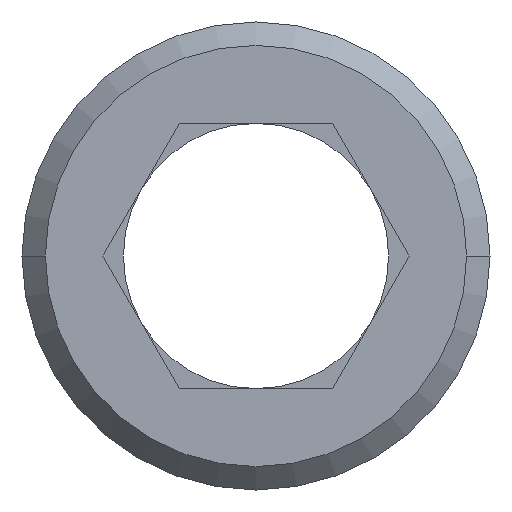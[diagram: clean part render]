
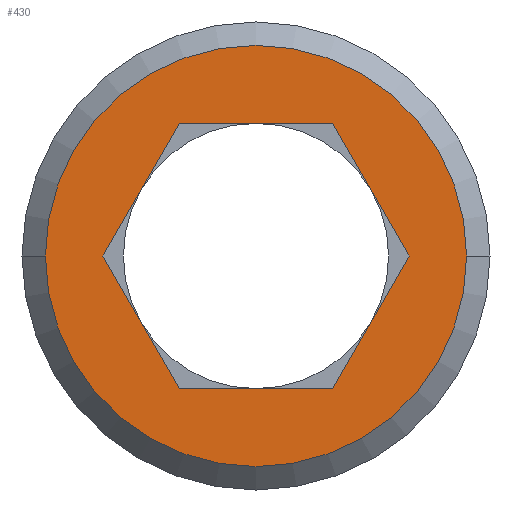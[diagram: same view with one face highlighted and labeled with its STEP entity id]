
A CAD part, front view. The second image highlights one B-rep face of the part: STEP entity #430.
In plain terms, the highlighted planar face has unit normal (0, -1, 0).
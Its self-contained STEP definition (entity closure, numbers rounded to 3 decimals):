
#61=DIRECTION('',(-0.5,0.,-0.866));
#62=VECTOR('',#61,9.815);
#63=CARTESIAN_POINT('',(-4.907,0.,8.5));
#64=LINE('',#63,#62);
#65=DIRECTION('',(0.5,0.,-0.866));
#66=VECTOR('',#65,9.815);
#67=CARTESIAN_POINT('',(-9.815,0.,0.));
#68=LINE('',#67,#66);
#69=DIRECTION('',(1.,0.,0.));
#70=VECTOR('',#69,9.815);
#71=CARTESIAN_POINT('',(-4.907,0.,-8.5));
#72=LINE('',#71,#70);
#73=DIRECTION('',(0.5,0.,0.866));
#74=VECTOR('',#73,9.815);
#75=CARTESIAN_POINT('',(4.907,0.,-8.5));
#76=LINE('',#75,#74);
#77=DIRECTION('',(-0.5,0.,0.866));
#78=VECTOR('',#77,9.815);
#79=CARTESIAN_POINT('',(9.815,0.,0.));
#80=LINE('',#79,#78);
#81=DIRECTION('',(-1.,0.,0.));
#82=VECTOR('',#81,9.815);
#83=CARTESIAN_POINT('',(4.907,0.,8.5));
#84=LINE('',#83,#82);
#85=CARTESIAN_POINT('',(0.,0.,0.));
#86=DIRECTION('',(0.,-1.,0.));
#87=DIRECTION('',(-1.,0.,0.));
#88=AXIS2_PLACEMENT_3D('',#85,#86,#87);
#90=CARTESIAN_POINT('',(0.,0.,0.));
#91=DIRECTION('',(0.,-1.,0.));
#92=DIRECTION('',(1.,0.,0.));
#93=AXIS2_PLACEMENT_3D('',#90,#91,#92);
#229=CARTESIAN_POINT('',(-4.907,0.,8.5));
#230=CARTESIAN_POINT('',(-9.815,0.,0.));
#231=VERTEX_POINT('',#229);
#232=VERTEX_POINT('',#230);
#233=CARTESIAN_POINT('',(-4.907,0.,-8.5));
#234=VERTEX_POINT('',#233);
#235=CARTESIAN_POINT('',(4.907,0.,-8.5));
#236=VERTEX_POINT('',#235);
#237=CARTESIAN_POINT('',(9.815,0.,0.));
#238=VERTEX_POINT('',#237);
#239=CARTESIAN_POINT('',(4.907,0.,8.5));
#240=VERTEX_POINT('',#239);
#253=CARTESIAN_POINT('',(-13.5,0.,0.));
#254=CARTESIAN_POINT('',(13.5,0.,0.));
#255=VERTEX_POINT('',#253);
#256=VERTEX_POINT('',#254);
#406=CARTESIAN_POINT('',(0.,0.,0.));
#407=DIRECTION('',(0.,1.,0.));
#408=DIRECTION('',(1.,0.,0.));
#409=AXIS2_PLACEMENT_3D('',#406,#407,#408);
#410=PLANE('',#409);
#411=ORIENTED_EDGE('',*,*,#396,.F.);
#413=ORIENTED_EDGE('',*,*,#412,.F.);
#414=EDGE_LOOP('',(#411,#413));
#415=FACE_OUTER_BOUND('',#414,.F.);
#417=ORIENTED_EDGE('',*,*,#416,.T.);
#419=ORIENTED_EDGE('',*,*,#418,.T.);
#421=ORIENTED_EDGE('',*,*,#420,.T.);
#423=ORIENTED_EDGE('',*,*,#422,.T.);
#425=ORIENTED_EDGE('',*,*,#424,.T.);
#427=ORIENTED_EDGE('',*,*,#426,.T.);
#428=EDGE_LOOP('',(#417,#419,#421,#423,#425,#427));
#429=FACE_BOUND('',#428,.F.);
#430=ADVANCED_FACE('',(#415,#429),#410,.F.);
#89=CIRCLE('',#88,13.5);
#94=CIRCLE('',#93,13.5);
#396=EDGE_CURVE('',#255,#256,#89,.T.);
#412=EDGE_CURVE('',#256,#255,#94,.T.);
#416=EDGE_CURVE('',#231,#232,#64,.T.);
#418=EDGE_CURVE('',#232,#234,#68,.T.);
#420=EDGE_CURVE('',#234,#236,#72,.T.);
#422=EDGE_CURVE('',#236,#238,#76,.T.);
#424=EDGE_CURVE('',#238,#240,#80,.T.);
#426=EDGE_CURVE('',#240,#231,#84,.T.);
